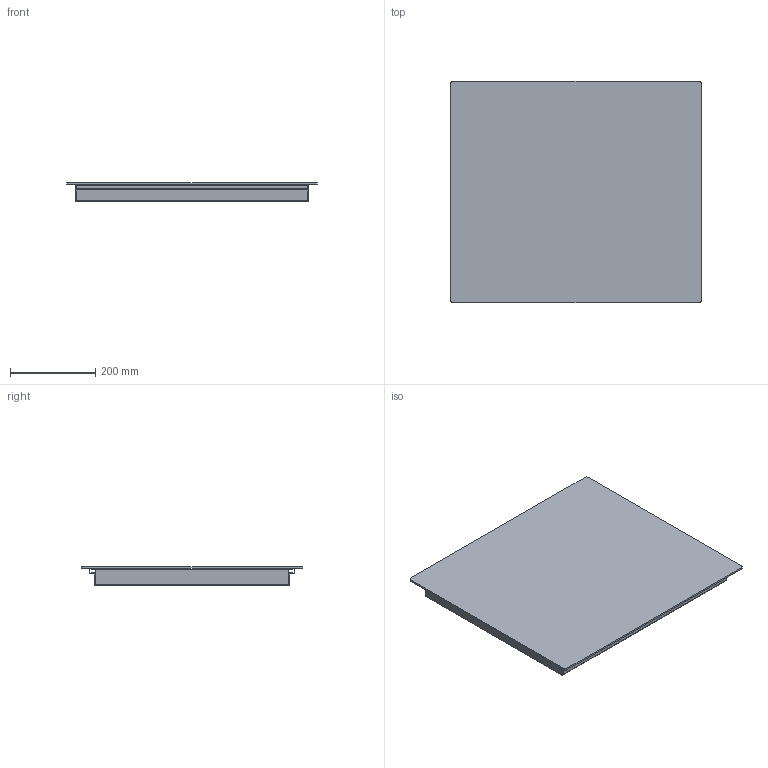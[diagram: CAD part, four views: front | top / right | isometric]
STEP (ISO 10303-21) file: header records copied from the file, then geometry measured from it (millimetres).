
FILE_DESCRIPTION((''),'2;1');
FILE_NAME('FRE604B1_ASM','2017-02-01T',('soral'),(''),'PRO/ENGINEER BY PARAMETRIC TECHNOLOGY CORPORATION, 2013320','PRO/ENGINEER BY PARAMETRIC TECHNOLOGY CORPORATION, 2013320','');
FILE_SCHEMA(('CONFIG_CONTROL_DESIGN'));
Length unit declared in the file: millimetre
Products named in the file (4): 13767; 11618; 22731; FRE604B1_ASM
Assembly tree (4 placements, depth 2):
  FRE604B1_ASM
    13767
    11618  x2
    22731
Bounding box: 590 x 520 x 44.1 mm (x, y, z)
Volume: 1516504 mm3; surface area: 1349575.8 mm2
Topology: 4 solids, 4 shells, 92 faces, 204 edges, 120 vertices
Faces by surface type: plane 76, cylinder 16
Entity records: 2288 total; most frequent: DIRECTION 392, CARTESIAN_POINT 374, ORIENTED_EDGE 360, EDGE_CURVE 180, VECTOR 148, LINE 148, AXIS2_PLACEMENT_3D 122, VERTEX_POINT 104
